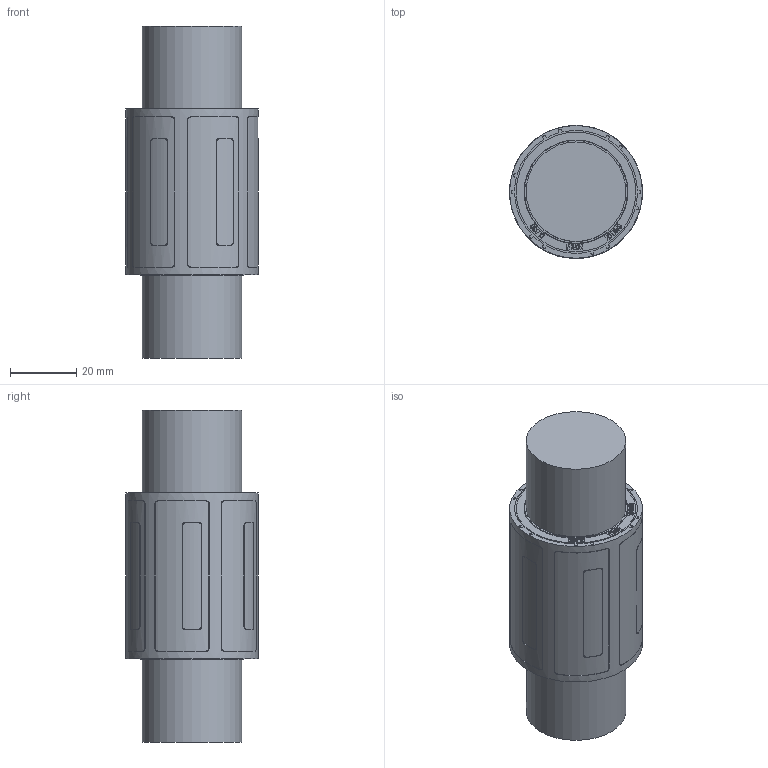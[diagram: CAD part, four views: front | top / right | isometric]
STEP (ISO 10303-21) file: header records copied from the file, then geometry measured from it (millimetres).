
FILE_DESCRIPTION((''),'2;1');
FILE_NAME('CLB 30 UU.stp','2013-02-18T09:28:33',('user2'),(''),'Autodesk Inventor 2012','Autodesk Inventor 2012','');
FILE_SCHEMA(('AUTOMOTIVE_DESIGN { 1 0 10303 214 1 1 1 1 }'));
Length unit declared in the file: millimetre
Products named in the file (1): CLB 30 UU
Bounding box: 40 x 40 x 100 mm (x, y, z)
Volume: 97634.2 mm3; surface area: 22734.1 mm2
Topology: 1 solids, 1 shells, 1133 faces, 3166 edges, 2112 vertices
Faces by surface type: bspline 608, plane 362, cylinder 161, cone 2
Full cylindrical faces by diameter (mm): 30 x2, 36 x2, 40 x1
Entity records: 38304 total; most frequent: CARTESIAN_POINT 13336, ORIENTED_EDGE 6304, EDGE_CURVE 3152, DIRECTION 3146, VERTEX_POINT 2106, VECTOR 1586, LINE 1586, EDGE_LOOP 1218
